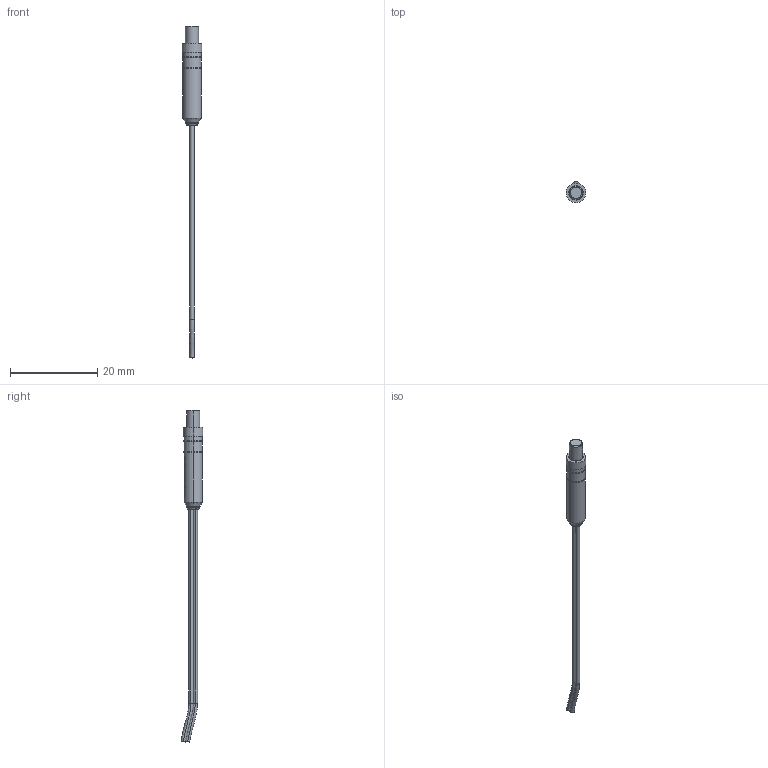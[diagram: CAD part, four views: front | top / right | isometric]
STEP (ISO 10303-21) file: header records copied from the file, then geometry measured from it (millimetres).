
FILE_DESCRIPTION (( 'STEP AP214' ), '1' );
FILE_NAME ('MOD-1033193-TS03-001.STEP', '2023-03-31T09:11:52', ( '' ), ( '' ), 'SwSTEP 2.0', 'SolidWorks 2020', '' );
FILE_SCHEMA (( 'AUTOMOTIVE_DESIGN' ));
Length unit declared in the file: millimetre
Products named in the file (1): MOD-1033193-TS03-001
Bounding box: 4.5 x 5.03 x 75.9 mm (x, y, z)
Volume: 360.6 mm3; surface area: 648.4 mm2
Topology: 1 solids, 1 shells, 195 faces, 490 edges, 319 vertices
Faces by surface type: plane 79, bspline 55, cylinder 41, cone 18, torus 2
Entity records: 10640 total; most frequent: CARTESIAN_POINT 5845, ORIENTED_EDGE 980, DIRECTION 737, EDGE_CURVE 490, VERTEX_POINT 319, AXIS2_PLACEMENT_3D 282, EDGE_LOOP 219, FACE_OUTER_BOUND 195
